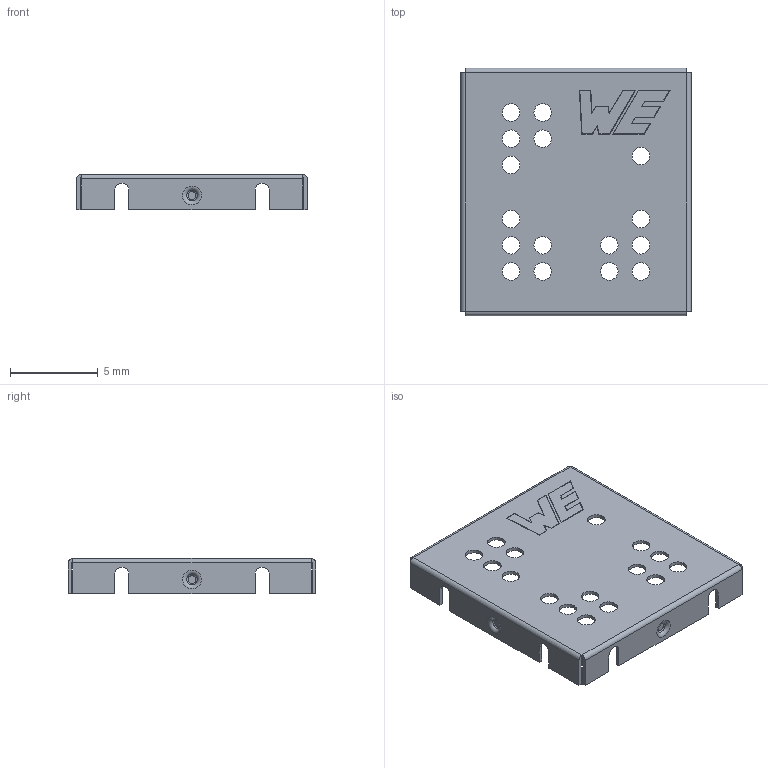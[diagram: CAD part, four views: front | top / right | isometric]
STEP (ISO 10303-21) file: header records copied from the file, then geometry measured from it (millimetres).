
FILE_DESCRIPTION(/* description */ ('Unknown'),/* implementation_level */ '2;1');
FILE_NAME(/* name */ '3600213120S',/* time_stamp */ '2017-05-12T15:43:43+08:00',/* author */ ('Unknown'),/* organization */ ('Unknown'),/* preprocessor_version */ 'ST-DEVELOPER v16.7',/* originating_system */ 'DEX',/* authorisation */ $);
FILE_SCHEMA (('AUTOMOTIVE_DESIGN {1 0 10303 214 3 1 1}'));
Length unit declared in the file: millimetre
Products named in the file (1): 3600213120S
Bounding box: 13.16 x 14.12 x 2 mm (x, y, z)
Volume: 51.2 mm3; surface area: 543.2 mm2
Topology: 1 solids, 1 shells, 152 faces, 418 edges, 280 vertices
Faces by surface type: plane 108, cylinder 32, torus 12
Full cylindrical faces by diameter (mm): 1 x16
Entity records: 4556 total; most frequent: CARTESIAN_POINT 775, DIRECTION 756, ORIENTED_EDGE 732, EDGE_CURVE 366, LINE 282, VECTOR 282, VERTEX_POINT 256, AXIS2_PLACEMENT_3D 237
